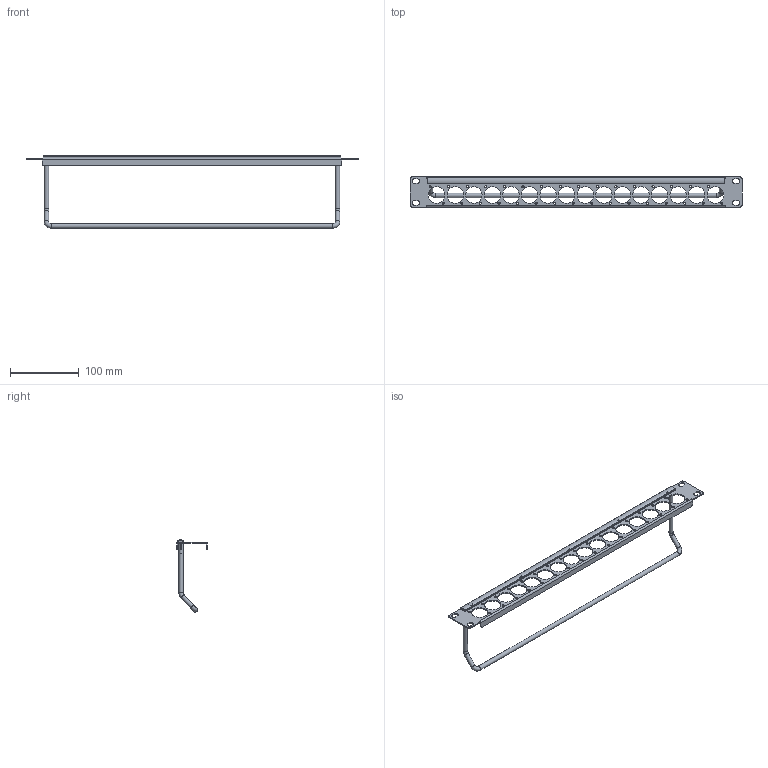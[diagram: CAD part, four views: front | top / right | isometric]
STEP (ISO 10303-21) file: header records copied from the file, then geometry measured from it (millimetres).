
FILE_DESCRIPTION(/* description */ (''),/* implementation_level */ '2;1');
FILE_NAME(/* name */ 'CP30150 tim.stp',/* time_stamp */ '2021-08-04T15:14:53+01:00',/* author */ ('tottley'),/* organization */ (''),/* preprocessor_version */ 'ST-DEVELOPER v18',/* originating_system */ 'Autodesk Inventor 2020',/* authorisation */ '');
FILE_SCHEMA (('AUTOMOTIVE_DESIGN { 1 0 10303 214 3 1 1 }'));
Length unit declared in the file: millimetre
Products named in the file (1): Part1
Bounding box: 482.6 x 44.05 x 105.1 mm (x, y, z)
Volume: 63969.8 mm3; surface area: 72393.9 mm2
Topology: 1 solids, 4 shells, 464 faces, 1364 edges, 907 vertices
Faces by surface type: cylinder 216, plane 139, cone 60, torus 28, bspline 21
Full cylindrical faces by diameter (mm): 2.3 x11, 2.459 x29, 2.5 x25, 2.8 x5, 3 x2, 3.2 x32, 3.5 x2, 4.4 x5, 5.2 x2, 6.35 x5, 24 x16
Entity records: 28182 total; most frequent: CARTESIAN_POINT 15574, ORIENTED_EDGE 2728, DIRECTION 2246, EDGE_CURVE 1364, VERTEX_POINT 915, AXIS2_PLACEMENT_3D 872, EDGE_LOOP 597, LINE 502
